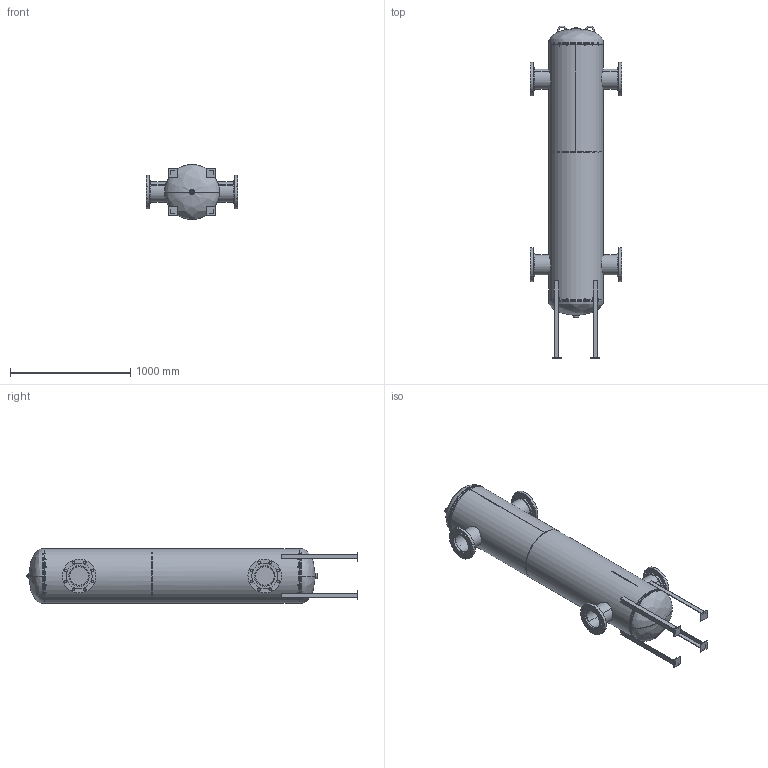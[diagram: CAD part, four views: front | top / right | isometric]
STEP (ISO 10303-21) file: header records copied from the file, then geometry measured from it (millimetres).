
FILE_DESCRIPTION (( 'STEP AP203' ), '1' );
FILE_NAME ('PSA-6.STEP', '2021-03-15T12:32:28', ( '' ), ( '' ), 'SwSTEP 2.0', 'SolidWorks 2021', '' );
FILE_SCHEMA (( 'CONFIG_CONTROL_DESIGN' ));
Length unit declared in the file: inch
Products named in the file (14): 9500050; 99J0005; 9200100; 9301110_6.75; 9100286_25; 9500030; 99B3677; PSA-6; 9461090; 99B3415; 9400540; 99T0021; 99K0010
Assembly tree (32 placements, depth 2):
  PSA-6
    99B3415
    99B3677
    9200100
    9200100
    9500030
    9500050
    9301110_6.75  x4
    9461090  x4
    9400540  x2
    99K0010  x4
    99J0005  x4
    99T0021  x4
    9100286_25  x4
Bounding box: 762 x 2759.31 x 457.2 mm (x, y, z)
Volume: 16956078.9 mm3; surface area: 9777908.5 mm2
Topology: 32 solids, 32 shells, 344 faces, 776 edges, 504 vertices
Faces by surface type: cylinder 152, plane 148, cone 24, bspline 16, torus 4
Full cylindrical faces by diameter (mm): 449.58 x1, 454.457 x1
Entity records: 12716 total; most frequent: CARTESIAN_POINT 6957, DIRECTION 848, ORIENTED_EDGE 712, EDGE_CURVE 356, AXIS2_PLACEMENT_3D 345, VERTEX_POINT 224, EDGE_LOOP 198, CIRCLE 166
